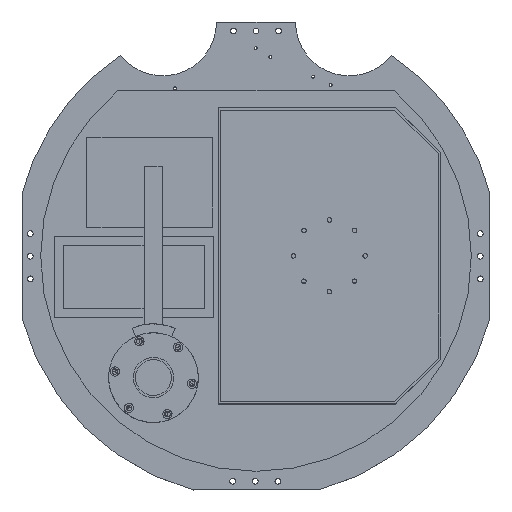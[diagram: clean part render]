
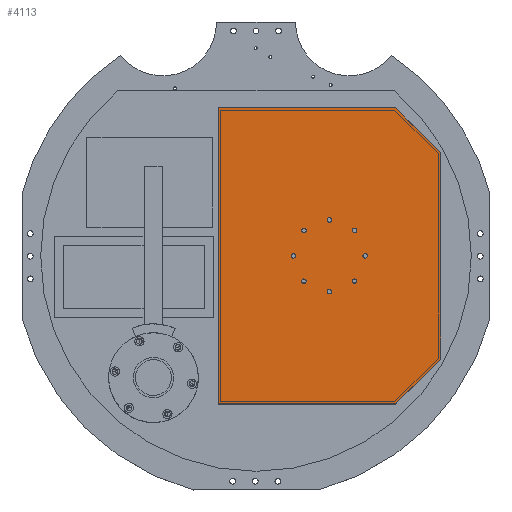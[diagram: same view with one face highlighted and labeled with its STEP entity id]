
A CAD part, top view. The second image highlights one B-rep face of the part: STEP entity #4113.
In plain terms, the highlighted face is planar.
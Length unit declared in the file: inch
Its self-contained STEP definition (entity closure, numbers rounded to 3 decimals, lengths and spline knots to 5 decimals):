
#1493=CIRCLE('',#23629,0.0625);
#1494=CIRCLE('',#23630,0.0625);
#1495=CIRCLE('',#23631,0.0625);
#1496=CIRCLE('',#23632,0.0625);
#1497=CIRCLE('',#23633,0.0625);
#1498=CIRCLE('',#23634,0.0625);
#1499=CIRCLE('',#23635,0.0625);
#1500=CIRCLE('',#23636,0.0625);
#2754=FACE_BOUND('',#7104,.T.);
#2755=FACE_BOUND('',#7105,.T.);
#2756=FACE_BOUND('',#7106,.T.);
#2757=FACE_BOUND('',#7107,.T.);
#2758=FACE_BOUND('',#7108,.T.);
#2759=FACE_BOUND('',#7109,.T.);
#2760=FACE_BOUND('',#7110,.T.);
#2761=FACE_BOUND('',#7111,.T.);
#2762=FACE_BOUND('',#7112,.T.);
#4113=ADVANCED_FACE('',(#2754,#2755,#2756,#2757,#2758,#2759,#2760,#2761,
#2762),#5400,.F.);
#5400=PLANE('',#23637);
#7104=EDGE_LOOP('',(#9094));
#7105=EDGE_LOOP('',(#9095));
#7106=EDGE_LOOP('',(#9096));
#7107=EDGE_LOOP('',(#9097));
#7108=EDGE_LOOP('',(#9098));
#7109=EDGE_LOOP('',(#9099));
#7110=EDGE_LOOP('',(#9100));
#7111=EDGE_LOOP('',(#9101));
#7112=EDGE_LOOP('',(#9102,#9103,#9104,#9105,#9106,#9107));
#9094=ORIENTED_EDGE('',*,*,#17272,.F.);
#9095=ORIENTED_EDGE('',*,*,#17273,.F.);
#9096=ORIENTED_EDGE('',*,*,#17274,.F.);
#9097=ORIENTED_EDGE('',*,*,#17275,.F.);
#9098=ORIENTED_EDGE('',*,*,#17276,.F.);
#9099=ORIENTED_EDGE('',*,*,#17277,.F.);
#9100=ORIENTED_EDGE('',*,*,#17278,.F.);
#9101=ORIENTED_EDGE('',*,*,#17279,.F.);
#9102=ORIENTED_EDGE('',*,*,#17280,.F.);
#9103=ORIENTED_EDGE('',*,*,#17281,.F.);
#9104=ORIENTED_EDGE('',*,*,#17282,.F.);
#9105=ORIENTED_EDGE('',*,*,#17283,.F.);
#9106=ORIENTED_EDGE('',*,*,#17284,.F.);
#9107=ORIENTED_EDGE('',*,*,#17285,.F.);
#15170=VERTEX_POINT('',#33164);
#15171=VERTEX_POINT('',#33166);
#15172=VERTEX_POINT('',#33168);
#15173=VERTEX_POINT('',#33170);
#15174=VERTEX_POINT('',#33172);
#15175=VERTEX_POINT('',#33174);
#15176=VERTEX_POINT('',#33176);
#15177=VERTEX_POINT('',#33178);
#15178=VERTEX_POINT('',#33180);
#15179=VERTEX_POINT('',#33181);
#15180=VERTEX_POINT('',#33183);
#15181=VERTEX_POINT('',#33185);
#15182=VERTEX_POINT('',#33187);
#15183=VERTEX_POINT('',#33189);
#17272=EDGE_CURVE('',#15170,#15170,#1493,.T.);
#17273=EDGE_CURVE('',#15171,#15171,#1494,.T.);
#17274=EDGE_CURVE('',#15172,#15172,#1495,.T.);
#17275=EDGE_CURVE('',#15173,#15173,#1496,.T.);
#17276=EDGE_CURVE('',#15174,#15174,#1497,.T.);
#17277=EDGE_CURVE('',#15175,#15175,#1498,.T.);
#17278=EDGE_CURVE('',#15176,#15176,#1499,.T.);
#17279=EDGE_CURVE('',#15177,#15177,#1500,.T.);
#17280=EDGE_CURVE('',#15178,#15179,#20335,.T.);
#17281=EDGE_CURVE('',#15180,#15178,#20336,.T.);
#17282=EDGE_CURVE('',#15181,#15180,#20337,.T.);
#17283=EDGE_CURVE('',#15182,#15181,#20338,.T.);
#17284=EDGE_CURVE('',#15183,#15182,#20339,.T.);
#17285=EDGE_CURVE('',#15179,#15183,#20340,.T.);
#20335=LINE('',#33179,#21994);
#20336=LINE('',#33182,#21995);
#20337=LINE('',#33184,#21996);
#20338=LINE('',#33186,#21997);
#20339=LINE('',#33188,#21998);
#20340=LINE('',#33190,#21999);
#21994=VECTOR('',#26325,1.);
#21995=VECTOR('',#26326,1.);
#21996=VECTOR('',#26327,1.);
#21997=VECTOR('',#26328,1.);
#21998=VECTOR('',#26329,1.);
#21999=VECTOR('',#26330,1.);
#23629=AXIS2_PLACEMENT_3D('',#33163,#26309,#26310);
#23630=AXIS2_PLACEMENT_3D('',#33165,#26311,#26312);
#23631=AXIS2_PLACEMENT_3D('',#33167,#26313,#26314);
#23632=AXIS2_PLACEMENT_3D('',#33169,#26315,#26316);
#23633=AXIS2_PLACEMENT_3D('',#33171,#26317,#26318);
#23634=AXIS2_PLACEMENT_3D('',#33173,#26319,#26320);
#23635=AXIS2_PLACEMENT_3D('',#33175,#26321,#26322);
#23636=AXIS2_PLACEMENT_3D('',#33177,#26323,#26324);
#23637=AXIS2_PLACEMENT_3D('',#33191,#26331,#26332);
#26309=DIRECTION('',(-1.,0.,0.));
#26310=DIRECTION('',(0.,0.707,-0.707));
#26311=DIRECTION('',(-1.,0.,0.));
#26312=DIRECTION('',(0.,0.707,-0.707));
#26313=DIRECTION('',(-1.,0.,0.));
#26314=DIRECTION('',(0.,0.707,-0.707));
#26315=DIRECTION('',(-1.,0.,0.));
#26316=DIRECTION('',(0.,0.707,-0.707));
#26317=DIRECTION('',(-1.,0.,0.));
#26318=DIRECTION('',(0.,0.707,-0.707));
#26319=DIRECTION('',(-1.,0.,0.));
#26320=DIRECTION('',(0.,0.707,-0.707));
#26321=DIRECTION('',(-1.,0.,0.));
#26322=DIRECTION('',(0.,0.707,-0.707));
#26323=DIRECTION('',(-1.,0.,0.));
#26324=DIRECTION('',(0.,0.707,-0.707));
#26325=DIRECTION('',(0.,0.707,-0.707));
#26326=DIRECTION('',(0.,0.,-1.));
#26327=DIRECTION('',(0.,-1.,0.));
#26328=DIRECTION('',(0.,0.,1.));
#26329=DIRECTION('',(0.,0.707,0.707));
#26330=DIRECTION('',(0.,1.,0.));
#26331=DIRECTION('',(1.,0.,0.));
#26332=DIRECTION('',(0.,0.,-1.));
#33163=CARTESIAN_POINT('',(0.,0.,1.));
#33164=CARTESIAN_POINT('',(0.,0.04419,0.95581));
#33165=CARTESIAN_POINT('',(0.,-0.70711,0.70711));
#33166=CARTESIAN_POINT('',(0.,-0.66291,0.66291));
#33167=CARTESIAN_POINT('',(0.,-1.,0.));
#33168=CARTESIAN_POINT('',(0.,-0.95581,-0.04419));
#33169=CARTESIAN_POINT('',(0.,-0.70711,-0.70711));
#33170=CARTESIAN_POINT('',(0.,-0.66291,-0.7513));
#33171=CARTESIAN_POINT('',(0.,0.,-1.));
#33172=CARTESIAN_POINT('',(0.,0.04419,-1.04419));
#33173=CARTESIAN_POINT('',(0.,0.70711,-0.70711));
#33174=CARTESIAN_POINT('',(0.,0.7513,-0.7513));
#33175=CARTESIAN_POINT('',(0.,1.,0.));
#33176=CARTESIAN_POINT('',(0.,1.04419,-0.04419));
#33177=CARTESIAN_POINT('',(0.,0.70711,0.70711));
#33178=CARTESIAN_POINT('',(0.,0.7513,0.66291));
#33179=CARTESIAN_POINT('',(0.,-4.125,-1.85));
#33180=CARTESIAN_POINT('',(0.,-4.125,-1.85));
#33181=CARTESIAN_POINT('',(0.,-2.875,-3.1));
#33182=CARTESIAN_POINT('',(0.,-4.125,3.1));
#33183=CARTESIAN_POINT('',(0.,-4.125,3.1));
#33184=CARTESIAN_POINT('',(0.,4.125,3.1));
#33185=CARTESIAN_POINT('',(0.,4.125,3.1));
#33186=CARTESIAN_POINT('',(0.,4.125,-3.1));
#33187=CARTESIAN_POINT('',(0.,4.125,-1.85));
#33188=CARTESIAN_POINT('',(0.,2.875,-3.1));
#33189=CARTESIAN_POINT('',(0.,2.875,-3.1));
#33190=CARTESIAN_POINT('',(0.,-4.125,-3.1));
#33191=CARTESIAN_POINT('',(0.,0.,0.));
